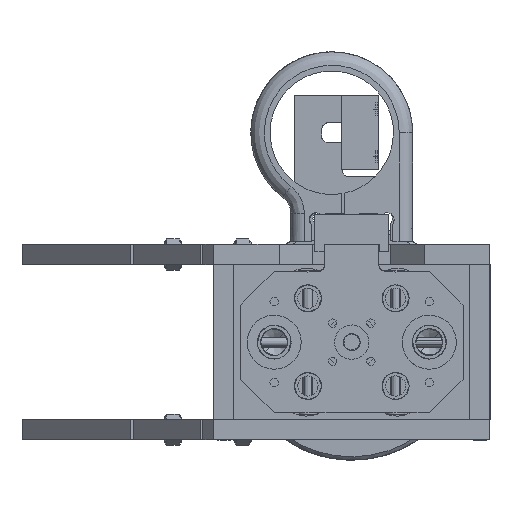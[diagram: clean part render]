
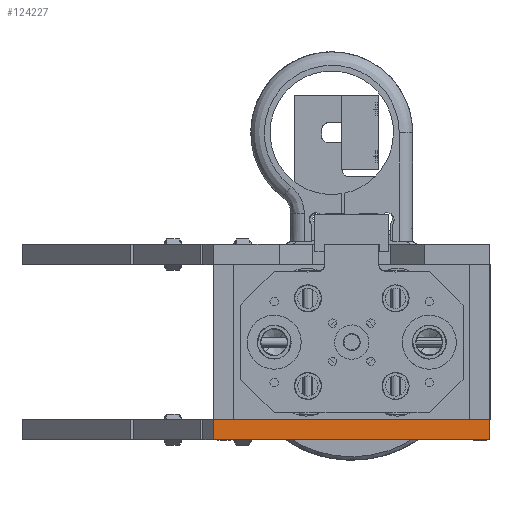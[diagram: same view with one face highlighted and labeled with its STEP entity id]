
A CAD part, front view. The second image highlights one B-rep face of the part: STEP entity #124227.
In plain terms, the highlighted free-form (B-spline) face has degree [1, 1] with [2, 2] control points.
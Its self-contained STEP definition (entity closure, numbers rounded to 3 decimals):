
#124169 = VERTEX_POINT('',#124170);
#124170 = CARTESIAN_POINT('',(-42.707,-381.234,
    -30.207));
#124175 = EDGE_CURVE('',#124169,#124176,#124178,.T.);
#124176 = VERTEX_POINT('',#124177);
#124177 = CARTESIAN_POINT('',(-42.707,-381.234,
    -23.957));
#124178 = B_SPLINE_CURVE_WITH_KNOTS('',1,(#124179,#124180),
  .UNSPECIFIED.,.F.,.F.,(2,2),(-0.,6.),.PIECEWISE_BEZIER_KNOTS.);
#124179 = CARTESIAN_POINT('',(-42.707,-381.234,
    -30.207));
#124180 = CARTESIAN_POINT('',(-42.707,-381.234,
    -23.957));
#124198 = VERTEX_POINT('',#124199);
#124199 = CARTESIAN_POINT('',(42.707,-381.234,
    -23.957));
#124204 = EDGE_CURVE('',#124205,#124198,#124207,.T.);
#124205 = VERTEX_POINT('',#124206);
#124206 = CARTESIAN_POINT('',(42.707,-381.234,
    -30.207));
#124207 = B_SPLINE_CURVE_WITH_KNOTS('',1,(#124208,#124209),
  .UNSPECIFIED.,.F.,.F.,(2,2),(-0.,6.),.PIECEWISE_BEZIER_KNOTS.);
#124208 = CARTESIAN_POINT('',(42.707,-381.234,
    -30.207));
#124209 = CARTESIAN_POINT('',(42.707,-381.234,
    -23.957));
#124227 = ADVANCED_FACE('',(#124228),#124242,.F.);
#124228 = FACE_BOUND('',#124229,.T.);
#124229 = EDGE_LOOP('',(#124230,#124235,#124236,#124241));
#124230 = ORIENTED_EDGE('',*,*,#124231,.T.);
#124231 = EDGE_CURVE('',#124198,#124176,#124232,.T.);
#124232 = B_SPLINE_CURVE_WITH_KNOTS('',1,(#124233,#124234),
  .UNSPECIFIED.,.F.,.F.,(2,2),(0.,82.),
  .PIECEWISE_BEZIER_KNOTS.);
#124233 = CARTESIAN_POINT('',(42.707,-381.234,
    -23.957));
#124234 = CARTESIAN_POINT('',(-42.707,-381.234,
    -23.957));
#124235 = ORIENTED_EDGE('',*,*,#124175,.F.);
#124236 = ORIENTED_EDGE('',*,*,#124237,.F.);
#124237 = EDGE_CURVE('',#124205,#124169,#124238,.T.);
#124238 = B_SPLINE_CURVE_WITH_KNOTS('',1,(#124239,#124240),
  .UNSPECIFIED.,.F.,.F.,(2,2),(0.,82.),
  .PIECEWISE_BEZIER_KNOTS.);
#124239 = CARTESIAN_POINT('',(42.707,-381.234,
    -30.207));
#124240 = CARTESIAN_POINT('',(-42.707,-381.234,
    -30.207));
#124241 = ORIENTED_EDGE('',*,*,#124204,.T.);
#124242 = B_SPLINE_SURFACE_WITH_KNOTS('',1,1,(
    (#124243,#124244)
    ,(#124245,#124246
    )),.UNSPECIFIED.,.F.,.F.,.F.,(2,2),(2,2),(-82.,0.),(-6.,
    0.),.PIECEWISE_BEZIER_KNOTS.);
#124243 = CARTESIAN_POINT('',(-42.707,-381.234,
    -23.957));
#124244 = CARTESIAN_POINT('',(-42.707,-381.234,
    -30.207));
#124245 = CARTESIAN_POINT('',(42.707,-381.234,
    -23.957));
#124246 = CARTESIAN_POINT('',(42.707,-381.234,
    -30.207));
